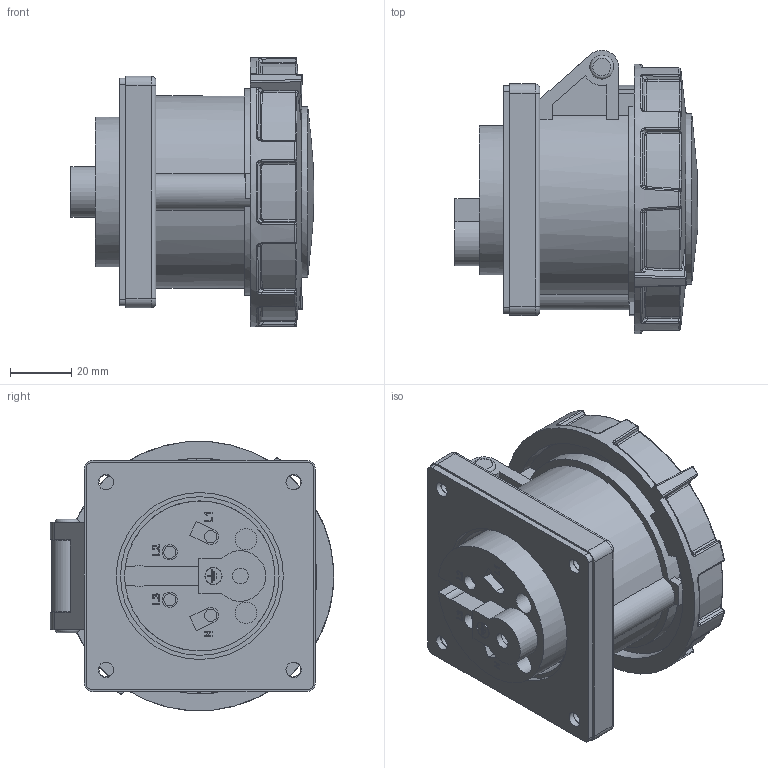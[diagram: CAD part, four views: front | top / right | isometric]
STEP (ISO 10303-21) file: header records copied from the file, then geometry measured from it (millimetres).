
FILE_DESCRIPTION (( 'STEP AP203' ), '1' );
FILE_NAME ('ps-3152-16-380.ÃÌ Ðîçåòêà ñòàöèîíàðíàÿ âíóòðåííÿÿ 3152 3Ð+ÐÅ 16À 380Â IP67 EKF PROxima.STEP', '2025-10-24T08:23:43', ( '' ), ( '' ), 'SwSTEP 2.0', 'SolidWorks 2021', '' );
FILE_SCHEMA (( 'CONFIG_CONTROL_DESIGN' ));
Length unit declared in the file: millimetre
Products named in the file (5): Êîïèÿ ps-3142-16-380 Ïðîêëàäêà^ps-3152-16-380.ÃÌ Ðîçåòêà ñòàöèîíàðíàÿ âíóòðåííÿÿ 3152 3Ð+ÐÅ 16À 380Â IP67 EKF PROxima_00; Êîïèÿ PS-1152-16-380.002 Êîðïóñ^ps-3152-16-380.ÃÌ Ðîçåòêà ñòàöèîíàðíàÿ âíóòðåííÿÿ 3152 3Ð+ÐÅ 16À 380Â IP67 EKF PROxima; Êîïèÿ PS-1152-16-380.004 Øïëèíò^ps-3152-16-380.ÃÌ Ðîçåòêà ñòàöèîíàðíàÿ âíóòðåííÿÿ 3152 3Ð+ÐÅ 16À 380Â IP67 EKF PROxima; ps-3152-16-380.ÃÌ Ðîçåòêà ñòàöèîíàðíàÿ âíóòðåííÿÿ 3152 3Ð+ÐÅ 16À 380Â IP67 EKF PROxima; Êîïèÿ Êîïèÿ PS-1152-16-380.003 Êðûøêà^ps-3152-16-380.ÃÌ Ðîçåòêà ñòàöèîíàðíàÿ âíóòðåííÿÿ 3152 3Ð+ÐÅ 16À 380Â IP67 EKF PROxima
Assembly tree (4 placements, depth 2):
  ps-3152-16-380.ÃÌ Ðîçåòêà ñòàöèîíàðíàÿ âíóòðåííÿÿ 3152 3Ð+ÐÅ 16À 380Â IP67 EKF PROxima
    Êîïèÿ PS-1152-16-380.002 Êîðïóñ^ps-3152-16-380.ÃÌ Ðîçåòêà ñòàöèîíàðíàÿ âíóòðåííÿÿ 3152 3Ð+ÐÅ 16À 380Â IP67 EKF PROxima
    Êîïèÿ Êîïèÿ PS-1152-16-380.003 Êðûøêà^ps-3152-16-380.ÃÌ Ðîçåòêà ñòàöèîíàðíàÿ âíóòðåííÿÿ 3152 3Ð+ÐÅ 16À 380Â IP67 EKF PROxima
    Êîïèÿ PS-1152-16-380.004 Øïëèíò^ps-3152-16-380.ÃÌ Ðîçåòêà ñòàöèîíàðíàÿ âíóòðåííÿÿ 3152 3Ð+ÐÅ 16À 380Â IP67 EKF PROxima
    Êîïèÿ ps-3142-16-380 Ïðîêëàäêà^ps-3152-16-380.ÃÌ Ðîçåòêà ñòàöèîíàðíàÿ âíóòðåííÿÿ 3152 3Ð+ÐÅ 16À 380Â IP67 EKF PROxima_00
Bounding box: 79.5 x 92.45 x 87.98 mm (x, y, z)
Volume: 232407.4 mm3; surface area: 79282.3 mm2
Topology: 4 solids, 4 shells, 551 faces, 1356 edges, 830 vertices
Faces by surface type: plane 201, bspline 153, cylinder 123, torus 44, sphere 17, cone 13
Full cylindrical faces by diameter (mm): 4 x4, 4.8 x4, 5 x6, 5.2 x1, 5.4 x1, 5.6 x1, 6.5 x4, 7 x6, 8.25 x1, 8.3 x1, 11.75 x4, 45.25 x1, 49 x1, 51.75 x1, 54.5 x1, 55.6 x1, 77 x1
Entity records: 20777 total; most frequent: CARTESIAN_POINT 8600, ORIENTED_EDGE 2552, DIRECTION 2157, EDGE_CURVE 1276, AXIS2_PLACEMENT_3D 829, VERTEX_POINT 816, EDGE_LOOP 660, FACE_OUTER_BOUND 592
